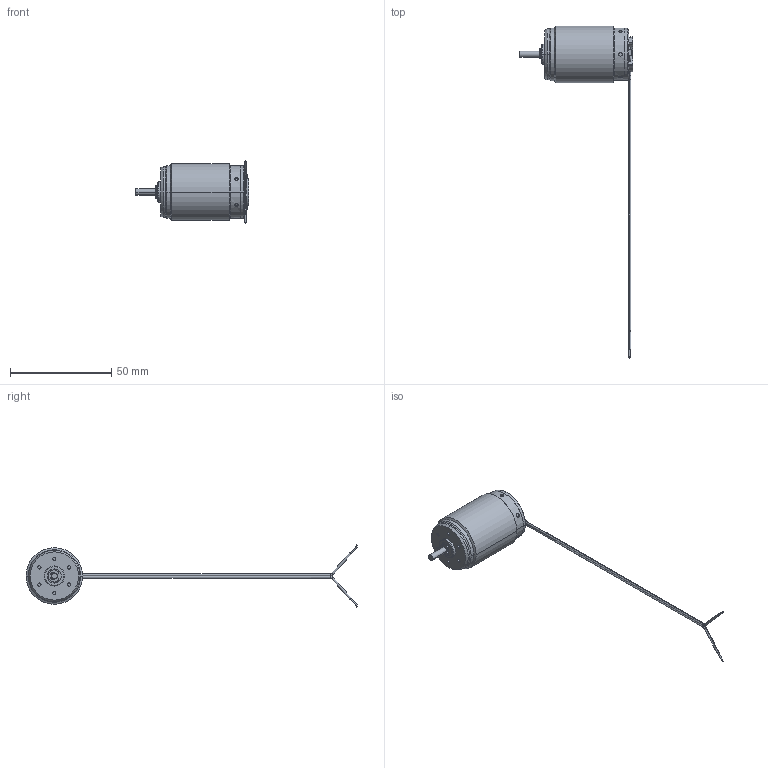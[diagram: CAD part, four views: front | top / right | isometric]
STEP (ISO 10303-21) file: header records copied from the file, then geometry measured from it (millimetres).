
FILE_DESCRIPTION((''),'2;1');
FILE_NAME('28L_28_219_49_ASM','2015-11-17T',('vinayak.bharmal'),(''),'PRO/ENGINEER BY PARAMETRIC TECHNOLOGY CORPORATION, 2014310','PRO/ENGINEER BY PARAMETRIC TECHNOLOGY CORPORATION, 2014310','');
FILE_SCHEMA(('CONFIG_CONTROL_DESIGN'));
Length unit declared in the file: millimetre
Products named in the file (1): 28L_28_219_49_ASM
Bounding box: 56 x 164.26 x 30.69 mm (x, y, z)
Volume: 24924.5 mm3; surface area: 6667.6 mm2
Topology: 1 solids, 4 shells, 274 faces, 690 edges, 437 vertices
Faces by surface type: plane 124, cylinder 94, cone 36, bspline 14, torus 6
Entity records: 13987 total; most frequent: CARTESIAN_POINT 7337, ORIENTED_EDGE 1380, DIRECTION 1376, EDGE_CURVE 690, AXIS2_PLACEMENT_3D 513, VERTEX_POINT 437, VECTOR 350, LINE 350
